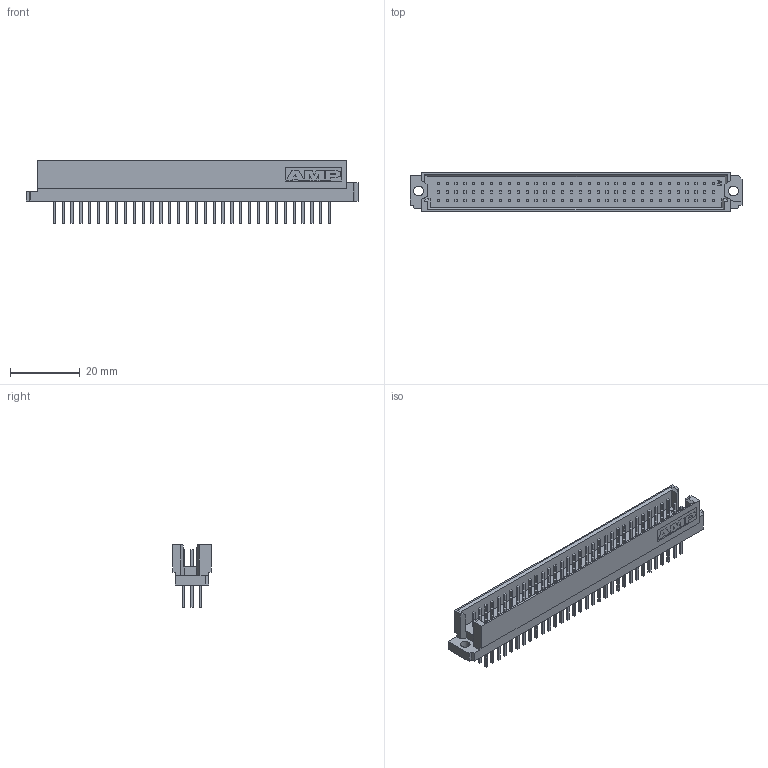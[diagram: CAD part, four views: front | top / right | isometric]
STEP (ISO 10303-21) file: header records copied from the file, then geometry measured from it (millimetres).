
FILE_DESCRIPTION(('STEP AP242'),'1');
FILE_NAME('5650889-5.stp','2022-07-14T03:58:26',('TraceParts'),('TraceParts S.A.'),'Spatial InterOp 3D',' ',' ');
FILE_SCHEMA(('AP242_MANAGED_MODEL_BASED_3D_ENGINEERING_MIM_LF {1 0 10303 442 1 1 4}'));
Length unit declared in the file: millimetre
Products named in the file (1): 5650889-5
Bounding box: 94.87 x 11 x 17.86 mm (x, y, z)
Volume: 5847 mm3; surface area: 8536.4 mm2
Topology: 1 solids, 1 shells, 1087 faces, 2641 edges, 1758 vertices
Faces by surface type: plane 1079, cylinder 6, extrusion 2
Entity records: 31180 total; most frequent: CARTESIAN_POINT 5529, ORIENTED_EDGE 5282, DIRECTION 4823, EDGE_CURVE 2641, VECTOR 2627, LINE 2625, VERTEX_POINT 1758, EDGE_LOOP 1293
